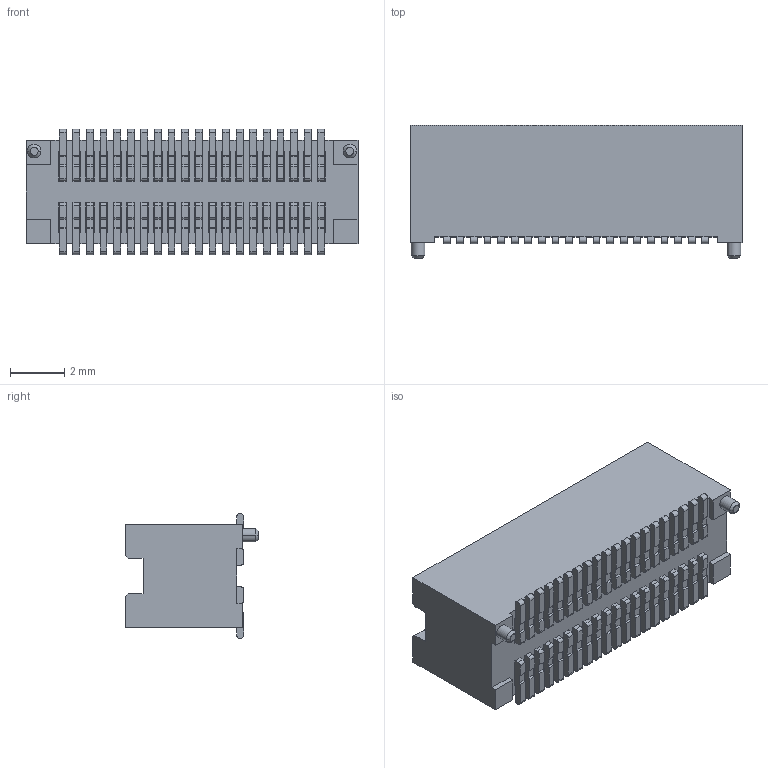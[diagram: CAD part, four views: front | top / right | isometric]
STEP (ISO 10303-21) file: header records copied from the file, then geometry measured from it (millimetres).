
FILE_DESCRIPTION((''),'2;1');
FILE_NAME('FBB05008-F40-H44','2022-03-02T',('工程三'),(''),'PRO/ENGINEER BY PARAMETRIC TECHNOLOGY CORPORATION, 2010280','PRO/ENGINEER BY PARAMETRIC TECHNOLOGY CORPORATION, 2010280','');
FILE_SCHEMA(('CONFIG_CONTROL_DESIGN'));
Length unit declared in the file: millimetre
Products named in the file (1): FBB05008-F40-H44
Bounding box: 12.2 x 4.9 x 4.6 mm (x, y, z)
Volume: 134.9 mm3; surface area: 747.3 mm2
Topology: 1 solids, 1 shells, 1424 faces, 5044 edges, 3304 vertices
Faces by surface type: plane 936, cylinder 484, cone 4
Entity records: 54490 total; most frequent: ORIENTED_EDGE 10088, CARTESIAN_POINT 9772, DIRECTION 8864, EDGE_CURVE 5044, VECTOR 4072, LINE 4072, VERTEX_POINT 3304, AXIS2_PLACEMENT_3D 2396
